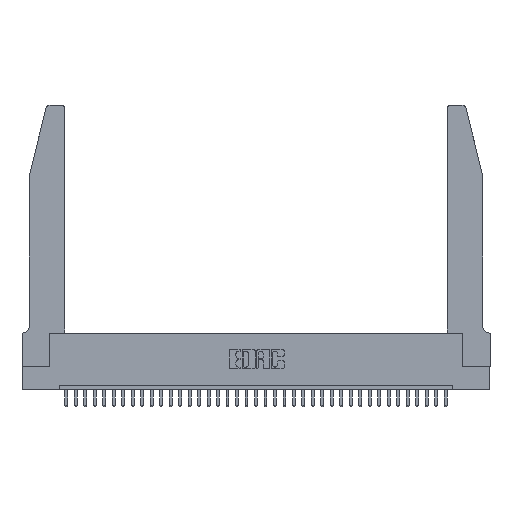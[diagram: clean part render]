
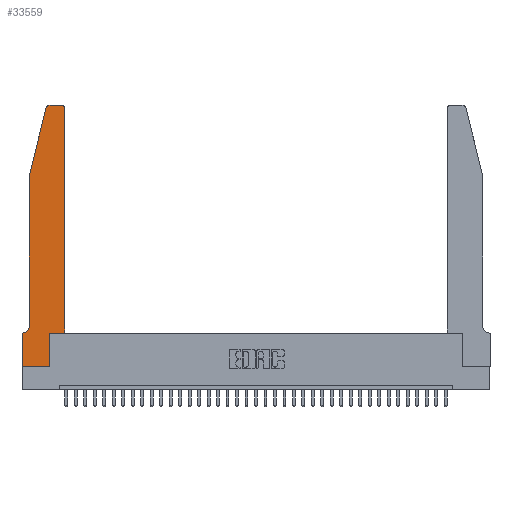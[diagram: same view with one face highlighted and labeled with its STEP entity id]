
A CAD part, top view. The second image highlights one B-rep face of the part: STEP entity #33559.
In plain terms, the highlighted planar face has unit normal (0, 0, 1).
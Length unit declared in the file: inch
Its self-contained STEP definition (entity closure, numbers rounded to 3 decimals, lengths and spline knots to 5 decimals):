
#73 = ORIENTED_EDGE ( 'NONE', *, *, #23558, .T. ) ;
#1864 = DIRECTION ( 'NONE',  ( 0., -1., 0. ) ) ;
#2110 = FACE_OUTER_BOUND ( 'NONE', #13569, .T. ) ;
#2172 = LINE ( 'NONE', #18367, #5198 ) ;
#2545 = AXIS2_PLACEMENT_3D ( 'NONE', #8408, #18365, #15079 ) ;
#3245 = VERTEX_POINT ( 'NONE', #16135 ) ;
#3414 = LINE ( 'NONE', #30810, #15517 ) ;
#3657 = DIRECTION ( 'NONE',  ( 0., 0., 1. ) ) ;
#4069 = CARTESIAN_POINT ( 'NONE',  ( 0.0055, 0.35, 0.37 ) ) ;
#5103 = EDGE_CURVE ( 'NONE', #3245, #30825, #28561, .T. ) ;
#5198 = VECTOR ( 'NONE', #1864, 39.37008 ) ;
#5210 = ORIENTED_EDGE ( 'NONE', *, *, #20665, .T. ) ;
#5338 = EDGE_CURVE ( 'NONE', #7772, #5848, #22461, .T. ) ;
#5342 = AXIS2_PLACEMENT_3D ( 'NONE', #23984, #3657, #12082 ) ;
#5729 = EDGE_CURVE ( 'NONE', #24914, #17143, #3414, .T. ) ;
#5848 = VERTEX_POINT ( 'NONE', #30925 ) ;
#6119 = CARTESIAN_POINT ( 'NONE',  ( 0.0755, 2., 0.37 ) ) ;
#6585 = DIRECTION ( 'NONE',  ( 0., 1., 0. ) ) ;
#7437 = PLANE ( 'NONE',  #21510 ) ;
#7772 = VERTEX_POINT ( 'NONE', #35263 ) ;
#8005 = VERTEX_POINT ( 'NONE', #9342 ) ;
#8408 = CARTESIAN_POINT ( 'NONE',  ( 0.4205, 2.72, 0.37 ) ) ;
#9307 = CARTESIAN_POINT ( 'NONE',  ( 0.0755, 0.35, 0.37 ) ) ;
#9342 = CARTESIAN_POINT ( 'NONE',  ( 0.0755, 0.42, 0.37 ) ) ;
#9910 = ORIENTED_EDGE ( 'NONE', *, *, #5729, .T. ) ;
#10428 = LINE ( 'NONE', #29347, #22098 ) ;
#10755 = LINE ( 'NONE', #9307, #35484 ) ;
#12082 = DIRECTION ( 'NONE',  ( 1., 0., 0. ) ) ;
#12683 = CARTESIAN_POINT ( 'NONE',  ( 0.4505, 0.35, 0.37 ) ) ;
#12750 = DIRECTION ( 'NONE',  ( -0.239, -0.971, 0. ) ) ;
#13322 = DIRECTION ( 'NONE',  ( 0., 0., 1. ) ) ;
#13569 = EDGE_LOOP ( 'NONE', ( #5210, #33823, #20742, #34272, #23629, #25910, #17157, #9910, #28479, #16055, #73, #33846 ) ) ;
#13769 = CARTESIAN_POINT ( 'NONE',  ( 0.4505, 0.35, 0.37 ) ) ;
#14029 = VECTOR ( 'NONE', #17215, 39.37008 ) ;
#14718 = EDGE_CURVE ( 'NONE', #33780, #25340, #19089, .T. ) ;
#15079 = DIRECTION ( 'NONE',  ( 1., 0., 0. ) ) ;
#15517 = VECTOR ( 'NONE', #33725, 39.37008 ) ;
#15732 = DIRECTION ( 'NONE',  ( 1., 0., 0. ) ) ;
#16055 = ORIENTED_EDGE ( 'NONE', *, *, #5103, .T. ) ;
#16135 = CARTESIAN_POINT ( 'NONE',  ( 0.2865, 0.35, 0.37 ) ) ;
#17143 = VERTEX_POINT ( 'NONE', #32936 ) ;
#17157 = ORIENTED_EDGE ( 'NONE', *, *, #32308, .T. ) ;
#17215 = DIRECTION ( 'NONE',  ( 0., 1., 0. ) ) ;
#17821 = CARTESIAN_POINT ( 'NONE',  ( 0.2605, 2.75, 0.37 ) ) ;
#18365 = DIRECTION ( 'NONE',  ( 0., 0., 1. ) ) ;
#18367 = CARTESIAN_POINT ( 'NONE',  ( 0., 0., 0.37 ) ) ;
#18638 = CARTESIAN_POINT ( 'NONE',  ( 0., 0.35, 0.37 ) ) ;
#19089 = CIRCLE ( 'NONE', #2545, 0.03 ) ;
#19999 = EDGE_CURVE ( 'NONE', #8005, #22847, #28458, .T. ) ;
#20108 = LINE ( 'NONE', #27328, #24883 ) ;
#20265 = EDGE_CURVE ( 'NONE', #17143, #3245, #33211, .T. ) ;
#20665 = EDGE_CURVE ( 'NONE', #25340, #7772, #22333, .T. ) ;
#20742 = ORIENTED_EDGE ( 'NONE', *, *, #31662, .T. ) ;
#21510 = AXIS2_PLACEMENT_3D ( 'NONE', #18638, #13322, #15732 ) ;
#21934 = VECTOR ( 'NONE', #26210, 39.37008 ) ;
#22098 = VECTOR ( 'NONE', #12750, 39.37008 ) ;
#22333 = LINE ( 'NONE', #17821, #21934 ) ;
#22461 = CIRCLE ( 'NONE', #5342, 0.03 ) ;
#22847 = VERTEX_POINT ( 'NONE', #4069 ) ;
#23347 = DIRECTION ( 'NONE',  ( -1., 0., 0. ) ) ;
#23558 = EDGE_CURVE ( 'NONE', #30825, #33780, #32720, .T. ) ;
#23629 = ORIENTED_EDGE ( 'NONE', *, *, #19999, .T. ) ;
#23984 = CARTESIAN_POINT ( 'NONE',  ( 0.284, 2.72, 0.37 ) ) ;
#24143 = VECTOR ( 'NONE', #6585, 39.37008 ) ;
#24598 = DIRECTION ( 'NONE',  ( 1., 0., 0. ) ) ;
#24883 = VECTOR ( 'NONE', #29786, 39.37008 ) ;
#24914 = VERTEX_POINT ( 'NONE', #30311 ) ;
#25340 = VERTEX_POINT ( 'NONE', #33872 ) ;
#25351 = CARTESIAN_POINT ( 'NONE',  ( 0.0055, 0.42, 0.37 ) ) ;
#25910 = ORIENTED_EDGE ( 'NONE', *, *, #32598, .T. ) ;
#26113 = VERTEX_POINT ( 'NONE', #31755 ) ;
#26210 = DIRECTION ( 'NONE',  ( -1., 0., 0. ) ) ;
#27328 = CARTESIAN_POINT ( 'NONE',  ( 0.0755, 2., 0.37 ) ) ;
#28458 = CIRCLE ( 'NONE', #35163, 0.07 ) ;
#28479 = ORIENTED_EDGE ( 'NONE', *, *, #20265, .T. ) ;
#28561 = LINE ( 'NONE', #13769, #29887 ) ;
#28846 = EDGE_CURVE ( 'NONE', #33016, #8005, #20108, .T. ) ;
#29347 = CARTESIAN_POINT ( 'NONE',  ( 0.0755, 2., 0.37 ) ) ;
#29786 = DIRECTION ( 'NONE',  ( 0., -1., 0. ) ) ;
#29887 = VECTOR ( 'NONE', #24598, 39.37008 ) ;
#30311 = CARTESIAN_POINT ( 'NONE',  ( 0., 0., 0.37 ) ) ;
#30810 = CARTESIAN_POINT ( 'NONE',  ( 0., 0., 0.37 ) ) ;
#30825 = VERTEX_POINT ( 'NONE', #12683 ) ;
#30925 = CARTESIAN_POINT ( 'NONE',  ( 0.25487, 2.72718, 0.37 ) ) ;
#30953 = CARTESIAN_POINT ( 'NONE',  ( 0.4505, 0.35, 0.37 ) ) ;
#31587 = DIRECTION ( 'NONE',  ( -1., 0., 0. ) ) ;
#31662 = EDGE_CURVE ( 'NONE', #5848, #33016, #10428, .T. ) ;
#31755 = CARTESIAN_POINT ( 'NONE',  ( 0., 0.35, 0.37 ) ) ;
#31889 = CARTESIAN_POINT ( 'NONE',  ( 0.2865, 0.35, 0.37 ) ) ;
#32308 = EDGE_CURVE ( 'NONE', #26113, #24914, #2172, .T. ) ;
#32598 = EDGE_CURVE ( 'NONE', #22847, #26113, #10755, .T. ) ;
#32720 = LINE ( 'NONE', #30953, #14029 ) ;
#32936 = CARTESIAN_POINT ( 'NONE',  ( 0.2865, 0., 0.37 ) ) ;
#33016 = VERTEX_POINT ( 'NONE', #6119 ) ;
#33211 = LINE ( 'NONE', #31889, #24143 ) ;
#33559 = ADVANCED_FACE ( 'NONE', ( #2110 ), #7437, .T. ) ;
#33626 = CARTESIAN_POINT ( 'NONE',  ( 0.4505, 2.72, 0.37 ) ) ;
#33725 = DIRECTION ( 'NONE',  ( 1., 0., 0. ) ) ;
#33780 = VERTEX_POINT ( 'NONE', #33626 ) ;
#33823 = ORIENTED_EDGE ( 'NONE', *, *, #5338, .T. ) ;
#33846 = ORIENTED_EDGE ( 'NONE', *, *, #14718, .T. ) ;
#33872 = CARTESIAN_POINT ( 'NONE',  ( 0.4205, 2.75, 0.37 ) ) ;
#34272 = ORIENTED_EDGE ( 'NONE', *, *, #28846, .T. ) ;
#34373 = DIRECTION ( 'NONE',  ( 0., 0., -1. ) ) ;
#35163 = AXIS2_PLACEMENT_3D ( 'NONE', #25351, #34373, #31587 ) ;
#35263 = CARTESIAN_POINT ( 'NONE',  ( 0.284, 2.75, 0.37 ) ) ;
#35484 = VECTOR ( 'NONE', #23347, 39.37008 ) ;
